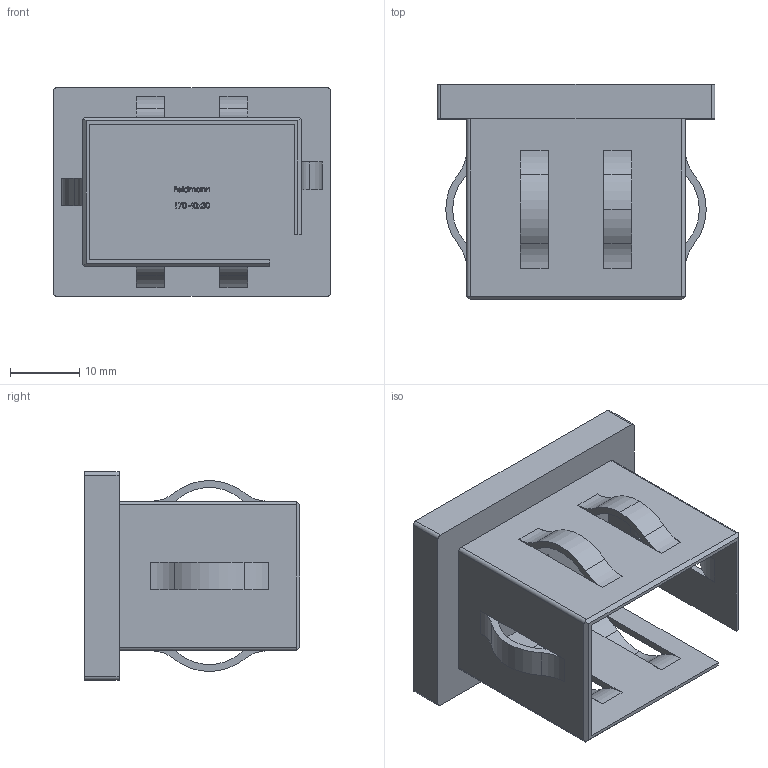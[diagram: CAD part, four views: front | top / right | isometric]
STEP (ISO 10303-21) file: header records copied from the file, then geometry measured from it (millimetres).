
FILE_DESCRIPTION (( 'STEP AP203' ), '1' );
FILE_NAME ('170-40x30.step', '2020-11-04T13:54:12', ( '' ), ( '' ), 'SwSTEP 2.0', 'SolidWorks 2018', '' );
FILE_SCHEMA (( 'CONFIG_CONTROL_DESIGN' ));
Length unit declared in the file: millimetre
Products named in the file (2): 170-40x30
Bounding box: 40 x 31 x 30 mm (x, y, z)
Volume: 8451.9 mm3; surface area: 8357.3 mm2
Topology: 1 solids, 1 shells, 305 faces, 846 edges, 556 vertices
Faces by surface type: plane 167, bspline 89, cylinder 49
Entity records: 15000 total; most frequent: CARTESIAN_POINT 7520, ORIENTED_EDGE 1692, DIRECTION 1217, EDGE_CURVE 846, VERTEX_POINT 556, VECTOR 543, LINE 543, EDGE_LOOP 342
